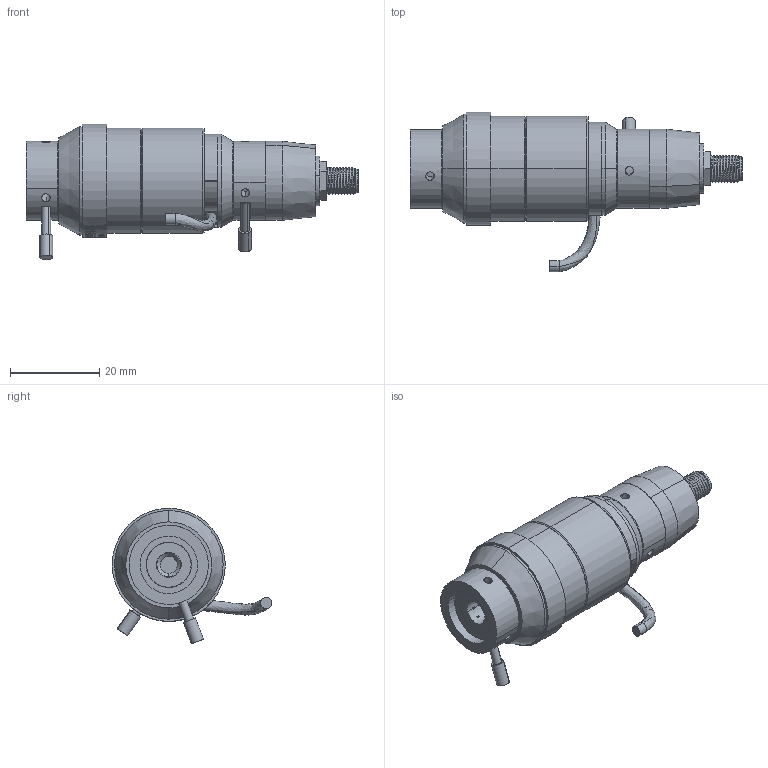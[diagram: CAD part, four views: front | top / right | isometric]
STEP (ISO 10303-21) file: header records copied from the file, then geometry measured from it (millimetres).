
FILE_DESCRIPTION (( 'STEP AP203' ), '1' );
FILE_NAME ('19504-E0W.STEP', '2009-10-21T08:57:08', ( 'tberg' ), ( '' ), 'SwSTEP 2.0', 'SolidWorks 2009', '' );
FILE_SCHEMA (( 'CONFIG_CONTROL_DESIGN' ));
Length unit declared in the file: millimetre
Products named in the file (11): 8655-012; 8655-013; SW3dPS-SMA Washer; SW3dPS-SMA Nut; 19504-E0W; 8655-001_SA210-8B; 6902-E0W; SM05PD1A-Diode Cover; 8655-016; SW3dPS-sma bulkhead straight jack; kabel
Assembly tree (11 placements, depth 2):
  19504-E0W
    8655-016
    8655-013
    6902-E0W  x2
    SW3dPS-SMA Nut
    8655-012
    SW3dPS-sma bulkhead straight jack
    kabel
    SM05PD1A-Diode Cover
    SW3dPS-SMA Washer
    8655-001_SA210-8B
Bounding box: 74.52 x 35.82 x 30.41 mm (x, y, z)
Volume: 7613.7 mm3; surface area: 14571.8 mm2
Topology: 9 solids, 21 shells, 417 faces, 1186 edges, 857 vertices
Faces by surface type: cylinder 182, plane 160, cone 66, bspline 5, torus 4
Entity records: 17609 total; most frequent: CARTESIAN_POINT 7664, ORIENTED_EDGE 1826, DIRECTION 1777, EDGE_CURVE 950, AXIS2_PLACEMENT_3D 714, VERTEX_POINT 692, EDGE_LOOP 421, CIRCLE 371
